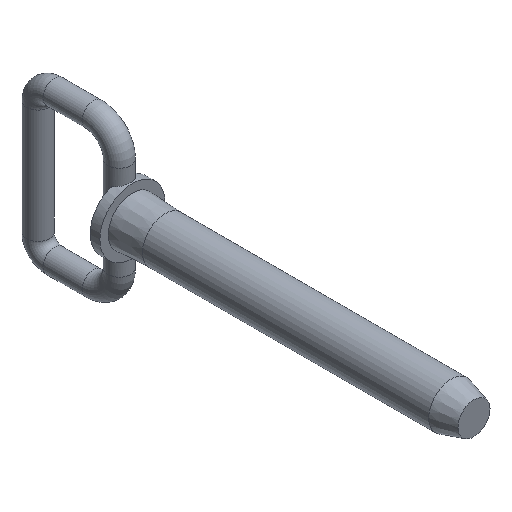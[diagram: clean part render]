
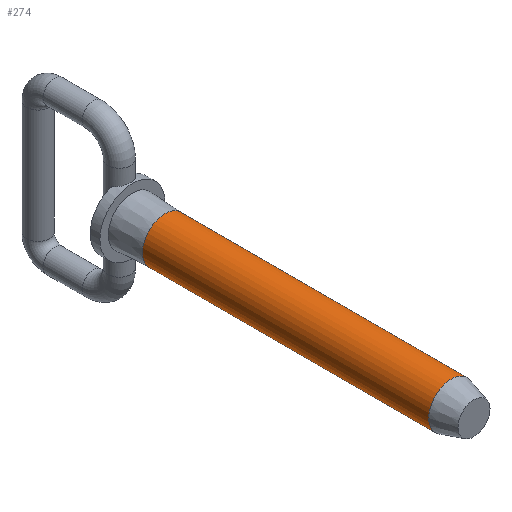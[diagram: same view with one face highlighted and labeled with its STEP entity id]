
A CAD part, isometric view. The second image highlights one B-rep face of the part: STEP entity #274.
In plain terms, the highlighted cylindrical face has radius 6.925 mm (diameter 13.85 mm), a full revolution.
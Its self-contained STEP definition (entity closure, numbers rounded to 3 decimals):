
#27=CYLINDRICAL_SURFACE('',#307,6.925);
#34=FACE_OUTER_BOUND('',#50,.T.);
#50=EDGE_LOOP('',(#192,#193,#194,#195,#196,#197));
#68=LINE('',#467,#78);
#78=VECTOR('',#366,6.925);
#88=CIRCLE('',#305,6.925);
#89=CIRCLE('',#306,6.925);
#90=CIRCLE('',#308,6.925);
#91=CIRCLE('',#309,6.925);
#118=VERTEX_POINT('',#457);
#119=VERTEX_POINT('',#459);
#120=VERTEX_POINT('',#463);
#121=VERTEX_POINT('',#464);
#147=EDGE_CURVE('',#118,#119,#88,.T.);
#148=EDGE_CURVE('',#119,#118,#89,.T.);
#149=EDGE_CURVE('',#120,#121,#90,.T.);
#150=EDGE_CURVE('',#121,#120,#91,.T.);
#151=EDGE_CURVE('',#121,#119,#68,.T.);
#192=ORIENTED_EDGE('',*,*,#149,.F.);
#193=ORIENTED_EDGE('',*,*,#150,.F.);
#194=ORIENTED_EDGE('',*,*,#151,.T.);
#195=ORIENTED_EDGE('',*,*,#147,.F.);
#196=ORIENTED_EDGE('',*,*,#148,.F.);
#197=ORIENTED_EDGE('',*,*,#151,.F.);
#274=ADVANCED_FACE('',(#34),#27,.T.);
#305=AXIS2_PLACEMENT_3D('',#460,#356,#357);
#306=AXIS2_PLACEMENT_3D('',#461,#358,#359);
#307=AXIS2_PLACEMENT_3D('',#462,#360,#361);
#308=AXIS2_PLACEMENT_3D('',#465,#362,#363);
#309=AXIS2_PLACEMENT_3D('',#466,#364,#365);
#356=DIRECTION('center_axis',(0.,-1.,0.));
#357=DIRECTION('ref_axis',(-1.,0.,0.));
#358=DIRECTION('center_axis',(0.,-1.,0.));
#359=DIRECTION('ref_axis',(-1.,0.,0.));
#360=DIRECTION('center_axis',(0.,1.,0.));
#361=DIRECTION('ref_axis',(1.,0.,0.));
#362=DIRECTION('center_axis',(0.,1.,0.));
#363=DIRECTION('ref_axis',(-1.,0.,0.));
#364=DIRECTION('center_axis',(0.,1.,0.));
#365=DIRECTION('ref_axis',(-1.,0.,0.));
#366=DIRECTION('',(0.,-1.,0.));
#457=CARTESIAN_POINT('',(6.925,7.,0.));
#459=CARTESIAN_POINT('',(-6.925,7.,0.));
#460=CARTESIAN_POINT('Origin',(0.,7.,0.));
#461=CARTESIAN_POINT('Origin',(0.,7.,0.));
#462=CARTESIAN_POINT('Origin',(0.,52.5,0.));
#463=CARTESIAN_POINT('',(6.925,95.,0.));
#464=CARTESIAN_POINT('',(-6.925,95.,0.));
#465=CARTESIAN_POINT('Origin',(0.,95.,0.));
#466=CARTESIAN_POINT('Origin',(0.,95.,0.));
#467=CARTESIAN_POINT('',(-6.925,52.5,0.));
